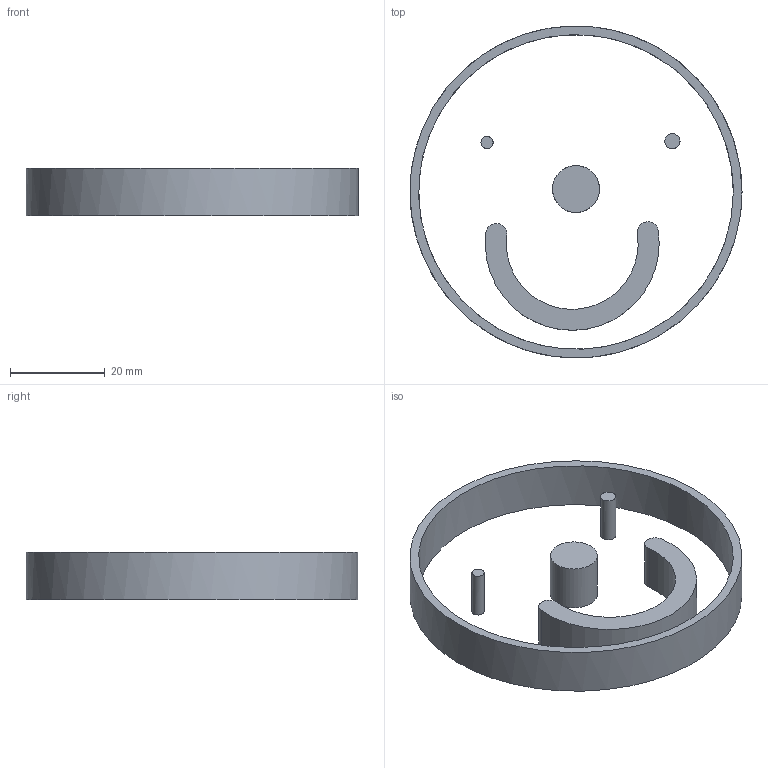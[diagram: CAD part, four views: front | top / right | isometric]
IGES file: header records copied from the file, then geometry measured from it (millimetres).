
Global section: file name: Bauteil1; native system: Autodesk Inventor 2014; preprocessor: unknown; author: sfl; date: 20141020.135218; units: centimetre
Bounding box: 70 x 69.99 x 10 mm (x, y, z)
Volume: 7431 mm3; surface area: 7507.6 mm2
Topology: 5 solids, 5 shells, 19 faces, 27 edges, 18 vertices
Faces by surface type: bspline 19
